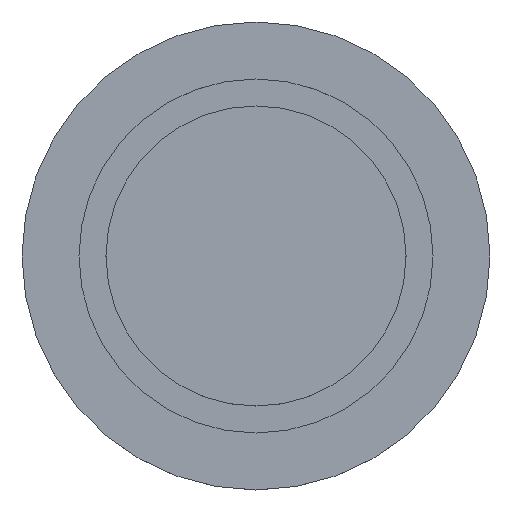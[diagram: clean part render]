
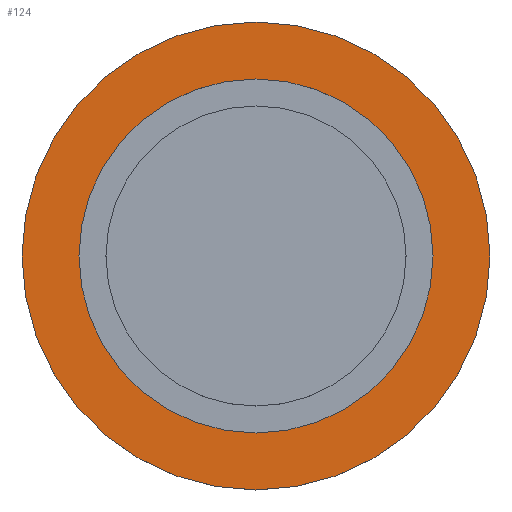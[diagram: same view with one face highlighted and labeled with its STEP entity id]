
A CAD part, top view. The second image highlights one B-rep face of the part: STEP entity #124.
In plain terms, the highlighted planar face has unit normal (0, 0, 1).
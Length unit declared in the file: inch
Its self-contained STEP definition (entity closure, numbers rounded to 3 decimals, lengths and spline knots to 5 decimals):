
#17=FACE_BOUND('',#36,.T.);
#19=PLANE('',#157);
#25=FACE_OUTER_BOUND('',#35,.T.);
#35=EDGE_LOOP('',(#97));
#36=EDGE_LOOP('',(#98));
#54=CIRCLE('',#154,1.638);
#56=CIRCLE('',#158,2.165);
#64=VERTEX_POINT('',#222);
#66=VERTEX_POINT('',#229);
#75=EDGE_CURVE('',#64,#64,#54,.T.);
#78=EDGE_CURVE('',#66,#66,#56,.T.);
#97=ORIENTED_EDGE('',*,*,#78,.F.);
#98=ORIENTED_EDGE('',*,*,#75,.T.);
#124=ADVANCED_FACE('',(#25,#17),#19,.F.);
#154=AXIS2_PLACEMENT_3D('',#223,#180,#181);
#157=AXIS2_PLACEMENT_3D('',#228,#187,#188);
#158=AXIS2_PLACEMENT_3D('',#230,#189,#190);
#180=DIRECTION('center_axis',(0.,0.,-1.));
#181=DIRECTION('ref_axis',(-1.,0.,0.));
#187=DIRECTION('center_axis',(0.,0.,-1.));
#188=DIRECTION('ref_axis',(-1.,0.,0.));
#189=DIRECTION('center_axis',(0.,0.,-1.));
#190=DIRECTION('ref_axis',(-1.,0.,0.));
#222=CARTESIAN_POINT('',(1.638,0.,0.));
#223=CARTESIAN_POINT('Origin',(0.,0.,0.));
#228=CARTESIAN_POINT('Origin',(0.,0.,0.));
#229=CARTESIAN_POINT('',(2.165,0.,0.));
#230=CARTESIAN_POINT('Origin',(0.,0.,0.));
